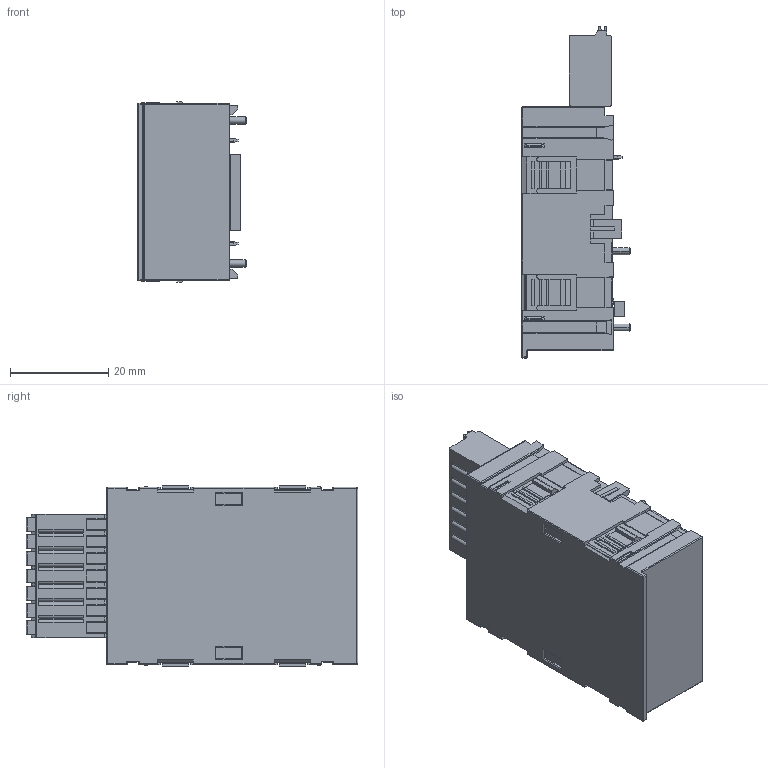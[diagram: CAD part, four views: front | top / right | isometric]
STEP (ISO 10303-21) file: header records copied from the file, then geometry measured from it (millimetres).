
FILE_DESCRIPTION((''),'2;1');
FILE_NAME('CARD-7P_ASM_45_ASM','2023-08-04T18:11:46',('YUE.WEI'),(''),'CREO PARAMETRIC BY PTC INC, 2018400','CREO PARAMETRIC BY PTC INC, 2018400','');
FILE_SCHEMA(('CONFIG_CONTROL_DESIGN','SHAPE_APPEARANCE_LAYERS_GROUPS'));
Products named in the file (6): CARD-7P-COVER_76; CARD-PCB-RJ45_95; 7P-LIGHT-SOCKET_10; 24-FEMALE_6; 7P-LIGHT-PLUG_11; CARD-7P_ASM_45_ASM
Assembly tree (5 placements, depth 2):
  CARD-7P_ASM_45_ASM
    CARD-7P-COVER_76
    CARD-PCB-RJ45_95
    7P-LIGHT-SOCKET_10
    24-FEMALE_6
    7P-LIGHT-PLUG_11
Bounding box: 22 x 67.5 x 36.7 mm (x, y, z)
Volume: 34272.4 mm3; surface area: 23498.9 mm2
Topology: 5 solids, 5 shells, 5936 faces, 17119 edges, 11124 vertices
Faces by surface type: plane 3880, cylinder 1377, extrusion 196, bspline 182, torus 174, cone 109, sphere 18
Entity records: 239621 total; most frequent: CARTESIAN_POINT 55530, ORIENTED_EDGE 34202, DIRECTION 30188, EDGE_CURVE 17101, VECTOR 12228, LINE 12032, VERTEX_POINT 11124, AXIS2_PLACEMENT_3D 8980
